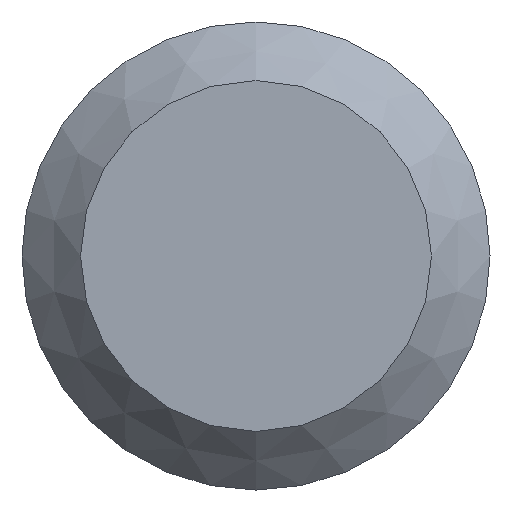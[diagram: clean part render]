
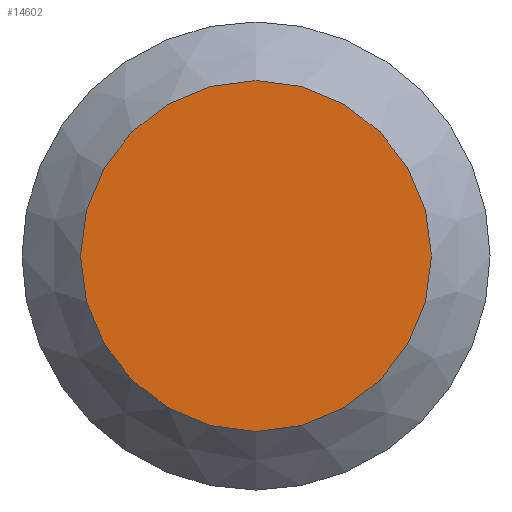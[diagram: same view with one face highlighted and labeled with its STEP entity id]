
A CAD part, front view. The second image highlights one B-rep face of the part: STEP entity #14602.
In plain terms, the highlighted planar face has unit normal (0, -1, 0).
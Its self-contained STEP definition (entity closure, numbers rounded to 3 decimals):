
#2573 = AXIS2_PLACEMENT_3D ( 'NONE', #7896, #6809, #5733 ) ;
#3198 = EDGE_LOOP ( 'NONE', ( #3697 ) ) ;
#3697 = ORIENTED_EDGE ( 'NONE', *, *, #6260, .T. ) ;
#5285 = AXIS2_PLACEMENT_3D ( 'NONE', #9873, #13405, #10013 ) ;
#5378 = PLANE ( 'NONE',  #5285 ) ;
#5733 = DIRECTION ( 'NONE',  ( 0., 0., 1. ) ) ;
#6260 = EDGE_CURVE ( 'NONE', #8965, #8965, #12674, .T. ) ;
#6809 = DIRECTION ( 'NONE',  ( 0., -1., 0. ) ) ;
#7896 = CARTESIAN_POINT ( 'NONE',  ( 0., -500., 0. ) ) ;
#8965 = VERTEX_POINT ( 'NONE', #12220 ) ;
#9873 = CARTESIAN_POINT ( 'NONE',  ( 0., -500., 0. ) ) ;
#10013 = DIRECTION ( 'NONE',  ( 0., 0., 1. ) ) ;
#12220 = CARTESIAN_POINT ( 'NONE',  ( 0., -500., 1.5 ) ) ;
#12674 = CIRCLE ( 'NONE', #2573, 1.5 ) ;
#13405 = DIRECTION ( 'NONE',  ( 0., 1., 0. ) ) ;
#14086 = FACE_OUTER_BOUND ( 'NONE', #3198, .T. ) ;
#14602 = ADVANCED_FACE ( 'NONE', ( #14086 ), #5378, .F. ) ;
